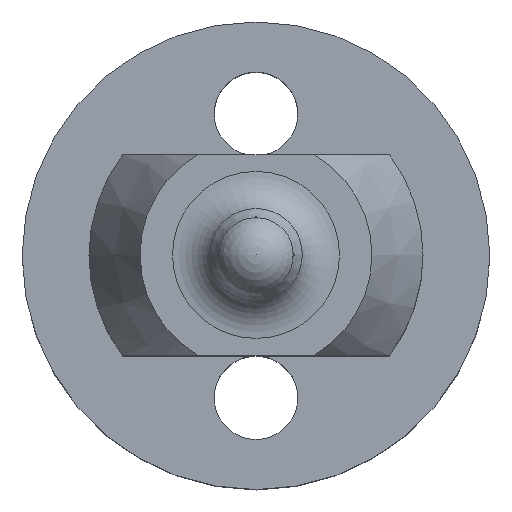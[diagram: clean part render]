
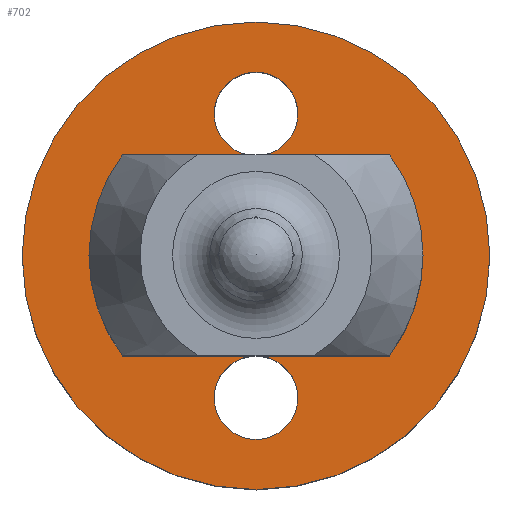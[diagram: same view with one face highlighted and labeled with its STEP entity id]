
A CAD part, top view. The second image highlights one B-rep face of the part: STEP entity #702.
In plain terms, the highlighted planar face has unit normal (0, 0, 1).
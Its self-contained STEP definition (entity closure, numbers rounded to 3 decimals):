
#73=FACE_BOUND('',#137,.T.);
#82=PLANE('',#772);
#94=FACE_OUTER_BOUND('',#136,.T.);
#136=EDGE_LOOP('',(#494));
#137=EDGE_LOOP('',(#495,#496,#497,#498,#499,#500,#501,#502,#503,#504));
#179=LINE('',#1089,#208);
#180=LINE('',#1091,#209);
#181=LINE('',#1094,#210);
#182=LINE('',#1095,#211);
#208=VECTOR('',#888,10.);
#209=VECTOR('',#889,10.);
#210=VECTOR('',#892,10.);
#211=VECTOR('',#893,10.);
#240=CIRCLE('',#765,14.);
#241=CIRCLE('',#767,2.5);
#242=CIRCLE('',#768,2.5);
#243=CIRCLE('',#770,2.5);
#244=CIRCLE('',#771,2.5);
#245=CIRCLE('',#773,10.);
#246=CIRCLE('',#774,10.);
#291=VERTEX_POINT('',#1070);
#292=VERTEX_POINT('',#1074);
#293=VERTEX_POINT('',#1076);
#294=VERTEX_POINT('',#1080);
#295=VERTEX_POINT('',#1082);
#296=VERTEX_POINT('',#1086);
#297=VERTEX_POINT('',#1087);
#298=VERTEX_POINT('',#1090);
#299=VERTEX_POINT('',#1092);
#366=EDGE_CURVE('',#291,#291,#240,.T.);
#369=EDGE_CURVE('',#293,#292,#241,.T.);
#370=EDGE_CURVE('',#292,#293,#242,.T.);
#372=EDGE_CURVE('',#295,#294,#243,.T.);
#373=EDGE_CURVE('',#294,#295,#244,.T.);
#374=EDGE_CURVE('',#296,#297,#245,.T.);
#375=EDGE_CURVE('',#297,#293,#179,.T.);
#376=EDGE_CURVE('',#293,#298,#180,.T.);
#377=EDGE_CURVE('',#298,#299,#246,.T.);
#378=EDGE_CURVE('',#295,#299,#181,.T.);
#379=EDGE_CURVE('',#296,#295,#182,.T.);
#494=ORIENTED_EDGE('',*,*,#366,.T.);
#495=ORIENTED_EDGE('',*,*,#374,.T.);
#496=ORIENTED_EDGE('',*,*,#375,.T.);
#497=ORIENTED_EDGE('',*,*,#369,.T.);
#498=ORIENTED_EDGE('',*,*,#370,.T.);
#499=ORIENTED_EDGE('',*,*,#376,.T.);
#500=ORIENTED_EDGE('',*,*,#377,.T.);
#501=ORIENTED_EDGE('',*,*,#378,.F.);
#502=ORIENTED_EDGE('',*,*,#372,.T.);
#503=ORIENTED_EDGE('',*,*,#373,.T.);
#504=ORIENTED_EDGE('',*,*,#379,.F.);
#702=ADVANCED_FACE('',(#94,#73),#82,.T.);
#765=AXIS2_PLACEMENT_3D('',#1071,#867,#868);
#767=AXIS2_PLACEMENT_3D('',#1077,#873,#874);
#768=AXIS2_PLACEMENT_3D('',#1078,#875,#876);
#770=AXIS2_PLACEMENT_3D('',#1083,#880,#881);
#771=AXIS2_PLACEMENT_3D('',#1084,#882,#883);
#772=AXIS2_PLACEMENT_3D('',#1085,#884,#885);
#773=AXIS2_PLACEMENT_3D('',#1088,#886,#887);
#774=AXIS2_PLACEMENT_3D('',#1093,#890,#891);
#867=DIRECTION('center_axis',(0.,0.,1.));
#868=DIRECTION('ref_axis',(1.,0.,0.));
#873=DIRECTION('center_axis',(0.,0.,-1.));
#874=DIRECTION('ref_axis',(-1.,0.,0.));
#875=DIRECTION('center_axis',(0.,0.,-1.));
#876=DIRECTION('ref_axis',(-1.,0.,0.));
#880=DIRECTION('center_axis',(0.,0.,-1.));
#881=DIRECTION('ref_axis',(-1.,0.,0.));
#882=DIRECTION('center_axis',(0.,0.,-1.));
#883=DIRECTION('ref_axis',(-1.,0.,0.));
#884=DIRECTION('center_axis',(0.,0.,1.));
#885=DIRECTION('ref_axis',(1.,0.,0.));
#886=DIRECTION('center_axis',(0.,0.,-1.));
#887=DIRECTION('ref_axis',(1.,0.,0.));
#888=DIRECTION('',(-1.,0.,0.));
#889=DIRECTION('',(-1.,0.,0.));
#890=DIRECTION('center_axis',(0.,0.,-1.));
#891=DIRECTION('ref_axis',(1.,0.,0.));
#892=DIRECTION('',(-1.,0.,0.));
#893=DIRECTION('',(-1.,0.,0.));
#1070=CARTESIAN_POINT('',(-14.,0.,14.5));
#1071=CARTESIAN_POINT('Origin',(0.,0.,14.5));
#1074=CARTESIAN_POINT('',(2.5,-8.5,14.5));
#1076=CARTESIAN_POINT('',(0.,-6.,14.5));
#1077=CARTESIAN_POINT('Origin',(0.,-8.5,14.5));
#1078=CARTESIAN_POINT('Origin',(0.,-8.5,14.5));
#1080=CARTESIAN_POINT('',(2.5,8.5,14.5));
#1082=CARTESIAN_POINT('',(0.,6.,14.5));
#1083=CARTESIAN_POINT('Origin',(0.,8.5,14.5));
#1084=CARTESIAN_POINT('Origin',(0.,8.5,14.5));
#1085=CARTESIAN_POINT('Origin',(0.,0.,14.5));
#1086=CARTESIAN_POINT('',(8.,6.,14.5));
#1087=CARTESIAN_POINT('',(8.,-6.,14.5));
#1088=CARTESIAN_POINT('Origin',(0.,0.,14.5));
#1089=CARTESIAN_POINT('',(14.,-6.,14.5));
#1090=CARTESIAN_POINT('',(-8.,-6.,14.5));
#1091=CARTESIAN_POINT('',(14.,-6.,14.5));
#1092=CARTESIAN_POINT('',(-8.,6.,14.5));
#1093=CARTESIAN_POINT('Origin',(0.,0.,14.5));
#1094=CARTESIAN_POINT('',(14.,6.,14.5));
#1095=CARTESIAN_POINT('',(14.,6.,14.5));
